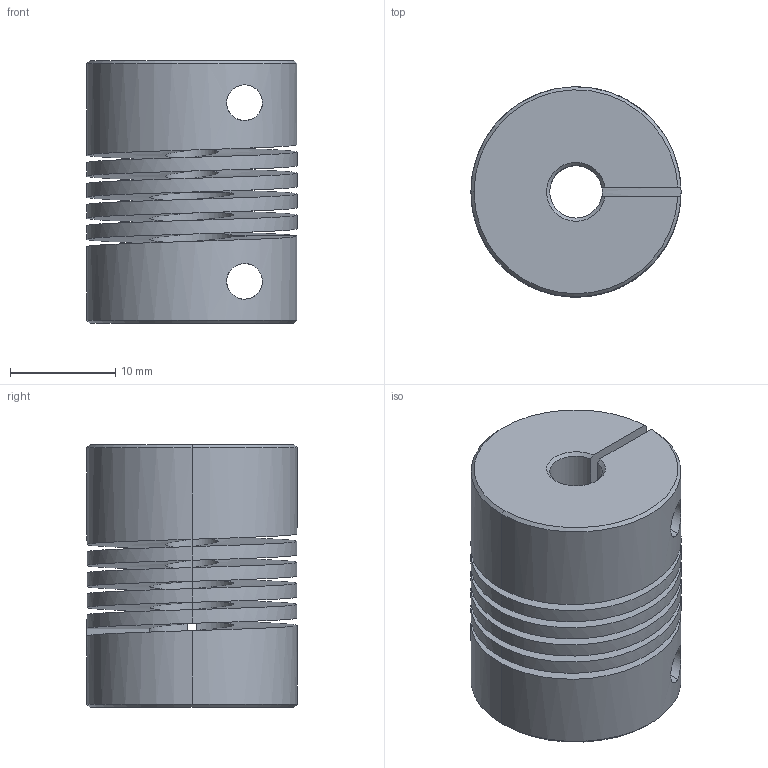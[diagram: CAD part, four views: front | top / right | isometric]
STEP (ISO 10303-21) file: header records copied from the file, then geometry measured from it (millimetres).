
FILE_DESCRIPTION (( 'STEP AP203' ), '1' );
FILE_NAME ('Flexible Coupling 5mm x 8mm.step', '2015-07-29T19:36:52', ( '' ), ( '' ), 'SwSTEP 2.0', 'SolidWorks 2014', '' );
FILE_SCHEMA (( 'CONFIG_CONTROL_DESIGN' ));
Length unit declared in the file: millimetre
Products named in the file (1): Flexible Coupling 5mm x 8mm
Bounding box: 20 x 20 x 25 mm (x, y, z)
Volume: 5521.6 mm3; surface area: 5573.4 mm2
Topology: 1 solids, 1 shells, 59 faces, 169 edges, 112 vertices
Faces by surface type: cylinder 38, plane 11, cone 6, bspline 4
Entity records: 3411 total; most frequent: CARTESIAN_POINT 1941, ORIENTED_EDGE 338, DIRECTION 247, EDGE_CURVE 169, VERTEX_POINT 112, AXIS2_PLACEMENT_3D 94, EDGE_LOOP 67, FACE_OUTER_BOUND 59
